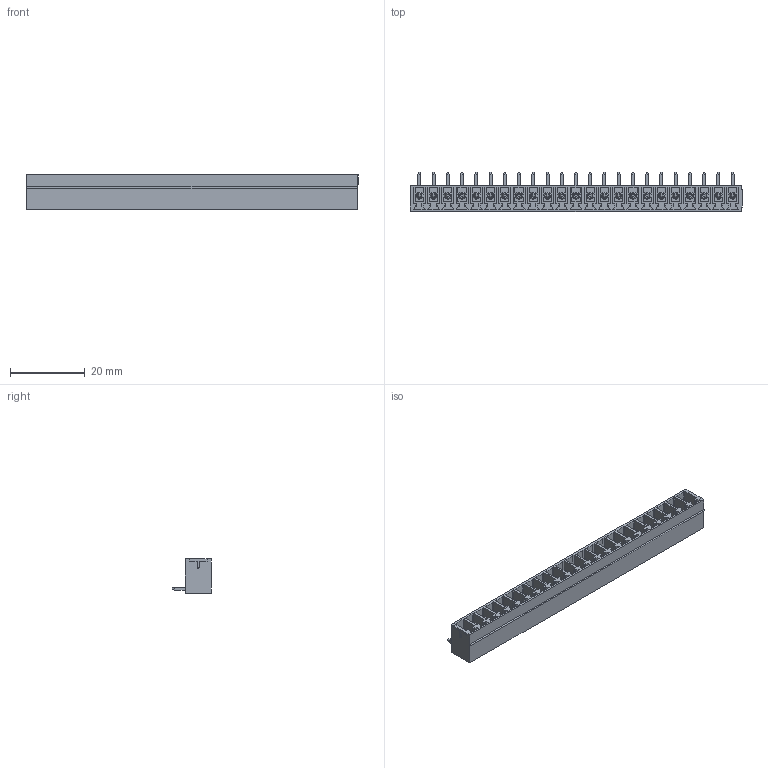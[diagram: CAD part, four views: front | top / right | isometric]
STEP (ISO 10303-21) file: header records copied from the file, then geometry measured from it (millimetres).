
FILE_DESCRIPTION( ( 'Unknown' ), '1' );
FILE_NAME( '691322310023.stp', 'Unknown', ( 'Unknown' ), ( 'Unknown' ), 'PSStep 14.0', 'Unknown', ' ' );
FILE_SCHEMA( ( 'AUTOMOTIVE_DESIGN { 1 0 10303 214 1 1 1 1 }' ) );
Length unit declared in the file: millimetre
Products named in the file (3): Assem1; 6913213000xx_PIN; 691321300023
Assembly tree (24 placements, depth 2):
  Assem1
    6913213000xx_PIN  x23
    691321300023
Bounding box: 88.82 x 10.7 x 9.2 mm (x, y, z)
Volume: 2859.6 mm3; surface area: 8529.3 mm2
Topology: 24 solids, 24 shells, 1404 faces, 3769 edges, 2436 vertices
Faces by surface type: plane 1286, cylinder 95, torus 23
Full cylindrical faces by diameter (mm): 1.9 x23
Entity records: 41181 total; most frequent: CARTESIAN_POINT 5870, ORIENTED_EDGE 5772, DIRECTION 5165, EDGE_CURVE 2886, LINE 2717, VECTOR 2717, VERTEX_POINT 1929, AXIS2_PLACEMENT_3D 1224
